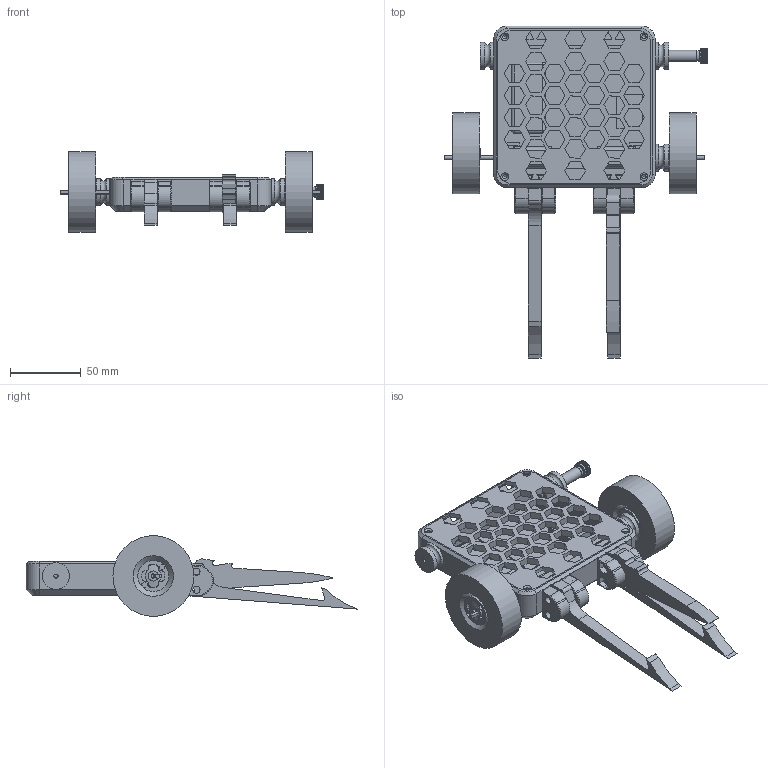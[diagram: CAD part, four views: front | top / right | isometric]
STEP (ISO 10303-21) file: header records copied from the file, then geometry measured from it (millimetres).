
FILE_DESCRIPTION(/* description */ (''),/* implementation_level */ '2;1');
FILE_NAME(/* name */ 'BegginerBuggy_Body_v18.step',/* time_stamp */ '2025-11-11T13:13:35-05:00',/* author */ (''),/* organization */ (''),/* preprocessor_version */ 'ST-DEVELOPER v20.1',/* originating_system */ 'Autodesk Translation Framework v14.21.0.0',/* authorisation */ '');
FILE_SCHEMA (('AUTOMOTIVE_DESIGN { 1 0 10303 214 3 1 1 }'));
Products named in the file (22): Configuration 2; FingerTech_Silver_Spark_223350; FingerTech_Silver_Spark_223350 v1(Mirror); Twist_Hub_3mmx075; foam wheel 2.25in; Pulley; Twist_Hub_3mmx075 v2(Mirror); foam wheel 2.25in v1(Mirror); Pulley v4(Mirror) (1); Pulley v4(Mirror)(Mirror); Top; RobotBody; 91259A585_Alloy Steel Shoulder Screw; 97135A414_High-Strength Steel Nylon-Insert Locknut; 57155K425_Stainless Steel Ball Bearing; repeat robotics dual brushed esc; Battery Ovoniv 3S 450mAH; ForkMount; MiniMoon SSP Barbed Fork; ForkMount v14(Mirror); SSP Claws v2(Mirror); MiniMoon SSP Barbed Fork v6(Mirror)
Assembly tree (22 placements, depth 3):
  Configuration 2
    FingerTech_Silver_Spark_223350
    FingerTech_Silver_Spark_223350 v1(Mirror)
    Twist_Hub_3mmx075
    foam wheel 2.25in
    Pulley
    Twist_Hub_3mmx075 v2(Mirror)
    foam wheel 2.25in v1(Mirror)
    Pulley v4(Mirror) (1)
    Pulley v4(Mirror)(Mirror)
    Top
    RobotBody
    91259A585_Alloy Steel Shoulder Screw
    97135A414_High-Strength Steel Nylon-Insert Locknut
    57155K425_Stainless Steel Ball Bearing  x2
    repeat robotics dual brushed esc
    Battery Ovoniv 3S 450mAH
    ForkMount
      MiniMoon SSP Barbed Fork
    ForkMount v14(Mirror)
      SSP Claws v2(Mirror)
      MiniMoon SSP Barbed Fork v6(Mirror)
Bounding box: 186.62 x 234.84 x 57.15 mm (x, y, z)
Volume: 298440.6 mm3; surface area: 138620.5 mm2
Topology: 66 solids, 66 shells, 1792 faces, 4739 edges, 3047 vertices
Faces by surface type: plane 1049, cylinder 388, cone 272, sphere 38, torus 27, bspline 18
Full cylindrical faces by diameter (mm): 1.1 x4, 1.143 x3, 1.651 x4, 2.184 x8, 2.286 x8, 2.5 x4, 2.66 x4, 3 x12, 3.505 x4, 3.556 x2, 3.9 x4, 4.623 x1, 4.7 x12, 5.1 x4, 5.127 x12, 5.398 x1, 5.5 x1, 5.894 x2, 5.92 x2, 6 x2, 6.198 x2, 6.35 x14, 7.2 x4, 7.541 x1, 7.938 x1, 8.915 x2, 11.113 x5, 15.5 x2, 16 x4, 16.08 x2
Entity records: 58560 total; most frequent: CARTESIAN_POINT 14283, ORIENTED_EDGE 9210, DIRECTION 8791, EDGE_CURVE 4605, LINE 2997, VECTOR 2997, VERTEX_POINT 2987, AXIS2_PLACEMENT_3D 2897
